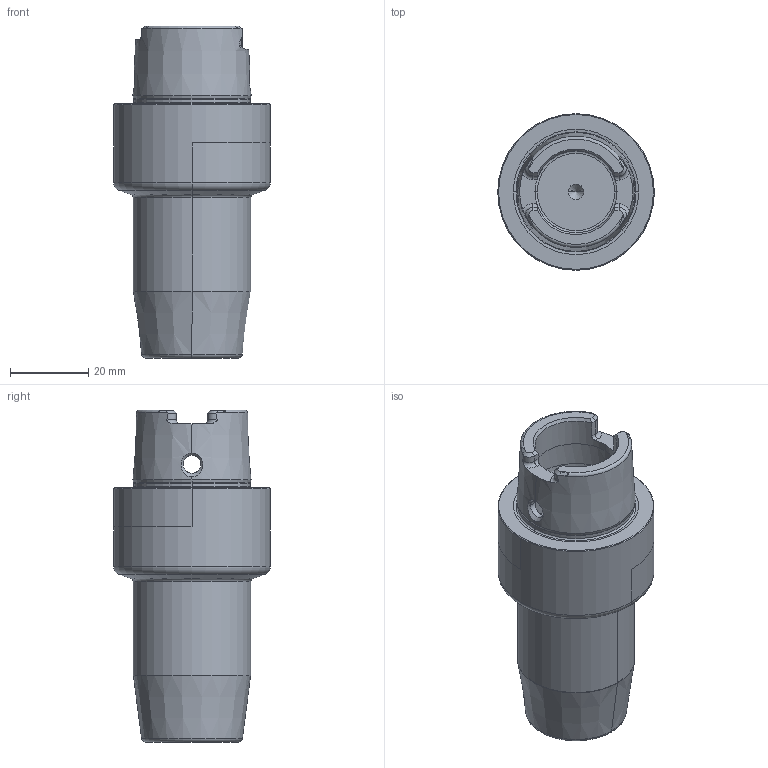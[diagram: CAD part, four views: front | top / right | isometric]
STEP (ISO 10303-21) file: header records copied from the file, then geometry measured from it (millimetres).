
FILE_DESCRIPTION((''),'2;1');
FILE_NAME('606394801-000-01-E43','2023-07-18T07:38:45',('liebchenm'),(''),'CREO PARAMETRIC BY PTC INC, 2021184','CREO PARAMETRIC BY PTC INC, 2021184','');
FILE_SCHEMA(('AP242_MANAGED_MODEL_BASED_3D_ENGINEERING_MIM_LF { 1 0 10303 442 1 1 4 }'));
Length unit declared in the file: millimetre
Products named in the file (1): 606394801-000-01-E43
Bounding box: 40 x 40 x 84.9 mm (x, y, z)
Volume: 55011.2 mm3; surface area: 13789.1 mm2
Topology: 1 solids, 1 shells, 104 faces, 261 edges, 154 vertices
Faces by surface type: cone 28, cylinder 28, torus 26, plane 22
Entity records: 5379 total; most frequent: CARTESIAN_POINT 1547, DIRECTION 540, ORIENTED_EDGE 514, PRESENTATION_STYLE_ASSIGNMENT 266, STYLED_ITEM 266, CURVE_STYLE 265, EDGE_CURVE 257, AXIS2_PLACEMENT_3D 227
